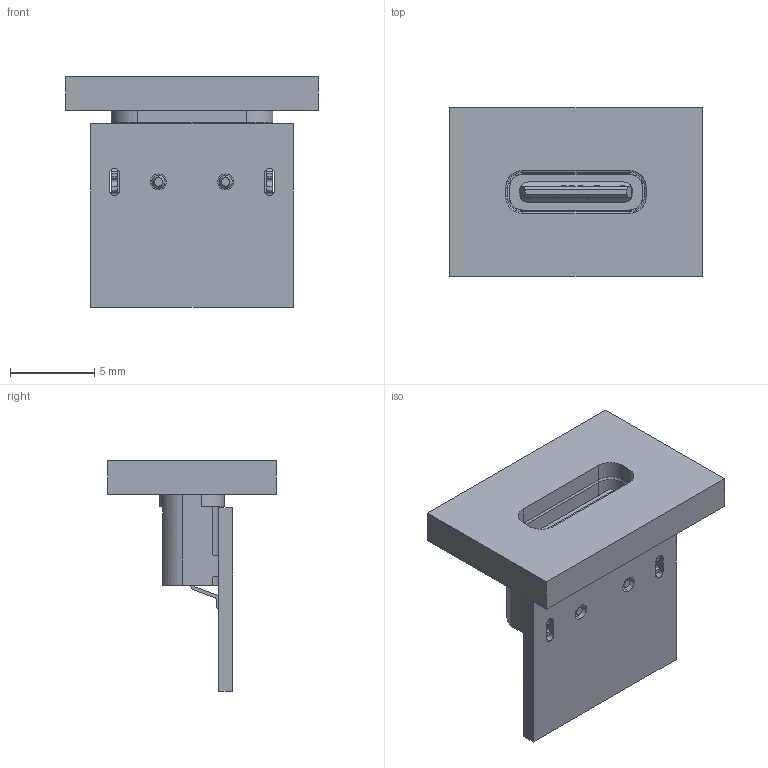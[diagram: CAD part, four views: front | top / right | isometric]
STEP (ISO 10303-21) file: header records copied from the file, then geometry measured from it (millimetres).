
FILE_DESCRIPTION(/* description */ (''),/* implementation_level */ '2;1');
FILE_NAME(/* name */ 'Ａ974-3D.stp',/* time_stamp */ '2022-12-02T16:16:23+08:00',/* author */ (''),/* organization */ (''),/* preprocessor_version */ 'ST-DEVELOPER v16',/* originating_system */ 'SIEMENS PLM Software NX 10.0',/* authorisation */ '');
FILE_SCHEMA (('AUTOMOTIVE_DESIGN { 1 0 10303 214 3 1 1 1 }'));
Length unit declared in the file: millimetre
Products named in the file (1): xue3AAC78AD96ub
Bounding box: 15 x 10 x 13.7 mm (x, y, z)
Volume: 485.3 mm3; surface area: 1212.5 mm2
Topology: 4 solids, 5 shells, 849 faces, 2234 edges, 1466 vertices
Faces by surface type: plane 641, cylinder 168, cone 20, torus 20
Entity records: 26213 total; most frequent: CARTESIAN_POINT 4861, ORIENTED_EDGE 4468, DIRECTION 4241, EDGE_CURVE 2234, LINE 1821, VECTOR 1821, VERTEX_POINT 1466, AXIS2_PLACEMENT_3D 1210
